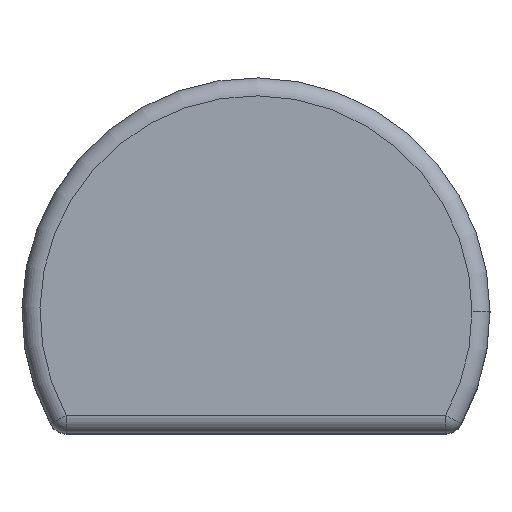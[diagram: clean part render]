
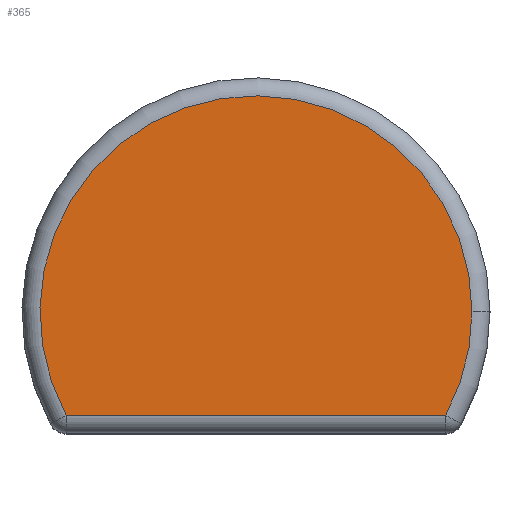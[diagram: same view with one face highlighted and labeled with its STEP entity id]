
A CAD part, top view. The second image highlights one B-rep face of the part: STEP entity #365.
In plain terms, the highlighted planar face has unit normal (0, 0, 1).
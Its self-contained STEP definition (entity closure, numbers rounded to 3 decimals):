
#106 = VERTEX_POINT('',#107);
#107 = CARTESIAN_POINT('',(2.107,-1.15,13.9));
#126 = VERTEX_POINT('',#127);
#127 = CARTESIAN_POINT('',(2.4,0.,13.9));
#134 = EDGE_CURVE('',#106,#126,#135,.T.);
#135 = CIRCLE('',#136,2.4);
#136 = AXIS2_PLACEMENT_3D('',#137,#138,#139);
#137 = CARTESIAN_POINT('',(0.,0.,13.9));
#138 = DIRECTION('',(0.,0.,1.));
#139 = DIRECTION('',(0.855,-0.519,0.));
#158 = VERTEX_POINT('',#159);
#159 = CARTESIAN_POINT('',(-2.107,-1.15,13.9));
#166 = EDGE_CURVE('',#126,#158,#167,.T.);
#167 = CIRCLE('',#168,2.4);
#168 = AXIS2_PLACEMENT_3D('',#169,#170,#171);
#169 = CARTESIAN_POINT('',(0.,0.,13.9));
#170 = DIRECTION('',(0.,0.,1.));
#171 = DIRECTION('',(1.,0.,0.));
#365 = ADVANCED_FACE('',(#366),#376,.T.);
#366 = FACE_BOUND('',#367,.T.);
#367 = EDGE_LOOP('',(#368,#369,#370));
#368 = ORIENTED_EDGE('',*,*,#134,.T.);
#369 = ORIENTED_EDGE('',*,*,#166,.T.);
#370 = ORIENTED_EDGE('',*,*,#371,.T.);
#371 = EDGE_CURVE('',#158,#106,#372,.T.);
#372 = LINE('',#373,#374);
#373 = CARTESIAN_POINT('',(-2.222,-1.15,13.9));
#374 = VECTOR('',#375,1.);
#375 = DIRECTION('',(1.,0.,0.));
#376 = PLANE('',#377);
#377 = AXIS2_PLACEMENT_3D('',#378,#379,#380);
#378 = CARTESIAN_POINT('',(0.,0.,13.9));
#379 = DIRECTION('',(0.,0.,1.));
#380 = DIRECTION('',(1.,0.,0.));
